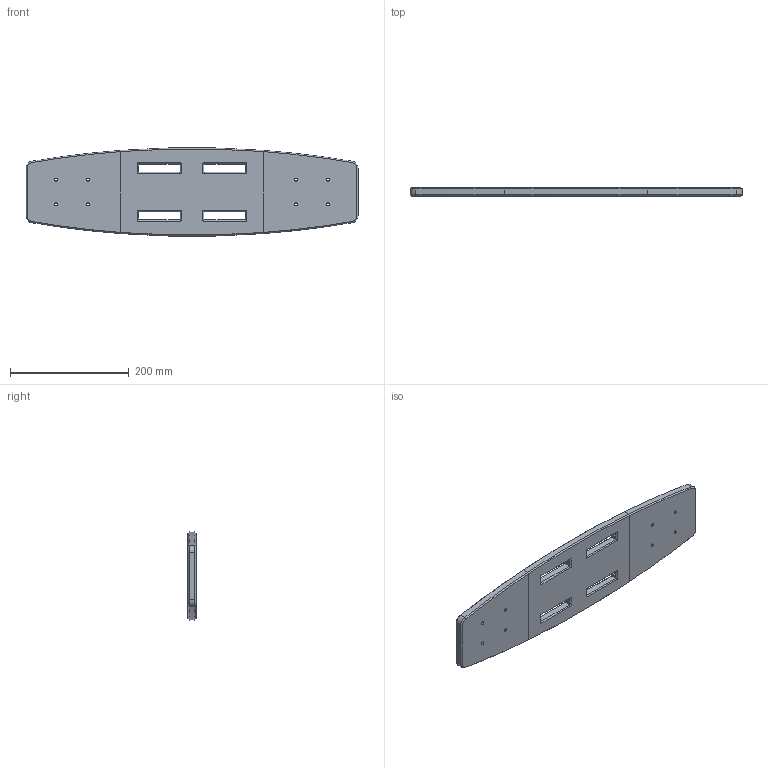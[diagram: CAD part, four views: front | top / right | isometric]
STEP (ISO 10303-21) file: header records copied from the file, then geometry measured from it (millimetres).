
FILE_DESCRIPTION(/* description */ (''),/* implementation_level */ '2;1');
FILE_NAME(/* name */ 'flathead.stp',/* time_stamp */ '2024-02-10T01:32:11-08:00',/* author */ ('devan'),/* organization */ (''),/* preprocessor_version */ 'ST-DEVELOPER v20',/* originating_system */ 'Autodesk Inventor 2024',/* authorisation */ '');
FILE_SCHEMA (('AUTOMOTIVE_DESIGN { 1 0 10303 214 3 1 1 }'));
Products named in the file (3): Assembly; board; board_1
Assembly tree (3 placements, depth 2):
  Assembly
    board
    board_1  x2
Bounding box: 558.8 x 14 x 148.17 mm (x, y, z)
Volume: 933296.7 mm3; surface area: 190403.4 mm2
Topology: 3 solids, 3 shells, 159 faces, 417 edges, 270 vertices
Faces by surface type: plane 70, cylinder 61, cone 28
Full cylindrical faces by diameter (mm): 4.763 x8, 5 x4, 7 x4, 9.525 x3
Entity records: 4240 total; most frequent: DIRECTION 750, CARTESIAN_POINT 733, ORIENTED_EDGE 696, EDGE_CURVE 348, AXIS2_PLACEMENT_3D 281, VERTEX_POINT 228, LINE 188, VECTOR 188
